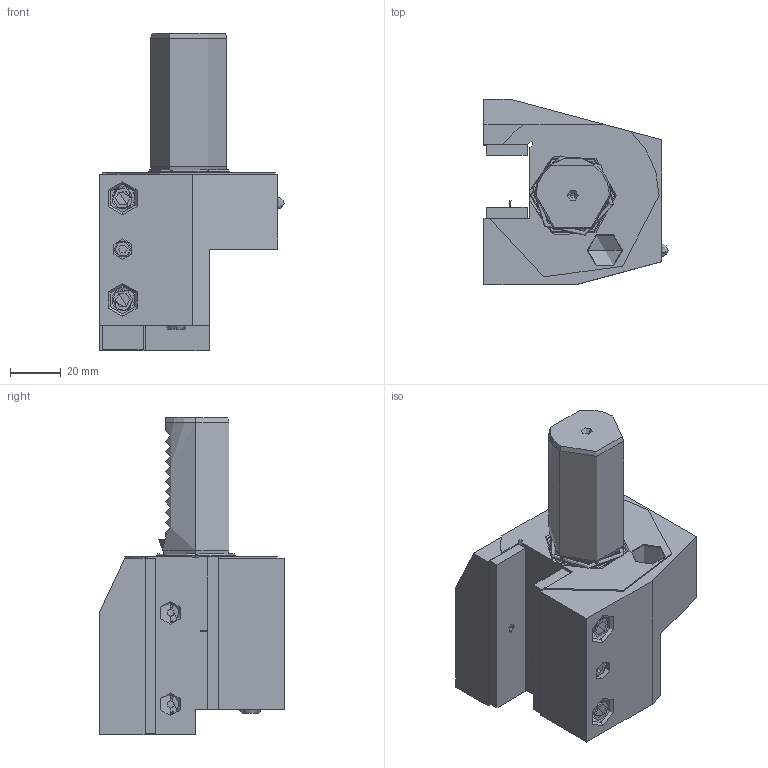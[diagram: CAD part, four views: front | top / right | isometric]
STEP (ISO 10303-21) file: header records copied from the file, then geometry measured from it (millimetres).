
FILE_DESCRIPTION (( 'STEP AP203' ), '1' );
FILE_NAME ('309.43.20.STEP', '2016-11-28T09:22:46', ( '' ), ( '' ), 'SwSTEP 2.0', 'SolidWorks 2012', '' );
FILE_SCHEMA (( 'CONFIG_CONTROL_DESIGN' ));
Products named in the file (14): 309.43.20; 管螺文螺絲; 2-441010041A7止水鉚珠; 2-44100006N4出水銅嘴; 皿頭_M4xP0.7x8L; O型環; M8尖頭螺絲; M4x25; M10平頭螺絲x25; M4x16; 69x16x4; 60x16x4.5; 16x5.8-2; VDI30 C3
Assembly tree (15 placements, depth 2):
  309.43.20
    VDI30 C3
    69x16x4
    60x16x4.5
    16x5.8-2
    M4x16
    M4x25
    M8尖頭螺絲  x2
    M10平頭螺絲x25  x2
    O型環
    皿頭_M4xP0.7x8L
    2-44100006N4出水銅嘴
    2-441010041A7止水鉚珠
    管螺文螺絲
Bounding box: 72.53 x 73 x 125 mm (x, y, z)
Volume: 236672 mm3
Topology: 26 solids, 29 shells, 842 faces, 2205 edges, 1418 vertices
Faces by surface type: cylinder 419, cone 192, plane 148, bspline 61, torus 18, sphere 4
Full cylindrical faces by diameter (mm): 3.3 x1
Entity records: 75632 total; most frequent: CARTESIAN_POINT 57573, ORIENTED_EDGE 4036, DIRECTION 2842, EDGE_CURVE 2018, VERTEX_POINT 1300, AXIS2_PLACEMENT_3D 1051, EDGE_LOOP 818, FACE_OUTER_BOUND 780
